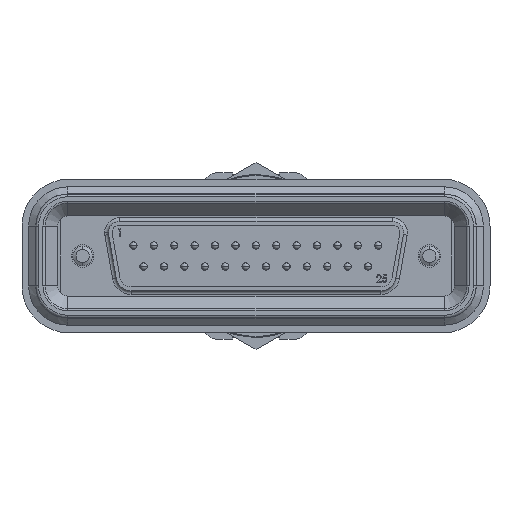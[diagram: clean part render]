
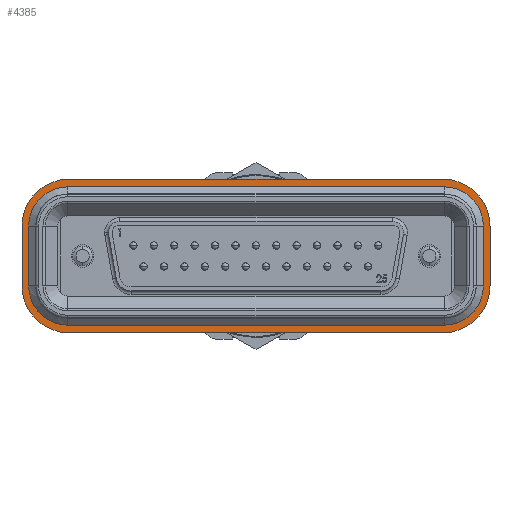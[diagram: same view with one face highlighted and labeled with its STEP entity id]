
A CAD part, front view. The second image highlights one B-rep face of the part: STEP entity #4385.
In plain terms, the highlighted planar face has unit normal (0, -1, 0).
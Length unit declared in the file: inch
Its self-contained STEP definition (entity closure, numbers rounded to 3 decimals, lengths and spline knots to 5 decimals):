
#4354 = EDGE_CURVE ( 'NONE', #4379, #4355, #20223, .T. ) ;
#4355 = VERTEX_POINT ( 'NONE', #20218 ) ;
#4356 = ORIENTED_EDGE ( 'NONE', *, *, #4357, .T. ) ;
#4357 = EDGE_CURVE ( 'NONE', #4355, #4358, #20216, .T. ) ;
#4358 = VERTEX_POINT ( 'NONE', #20278 ) ;
#4359 = ORIENTED_EDGE ( 'NONE', *, *, #4417, .T. ) ;
#4360 = VERTEX_POINT ( 'NONE', #20277 ) ;
#4361 = ORIENTED_EDGE ( 'NONE', *, *, #4362, .F. ) ;
#4362 = EDGE_CURVE ( 'NONE', #4363, #4389, #20276, .T. ) ;
#4363 = VERTEX_POINT ( 'NONE', #20270 ) ;
#4364 = ORIENTED_EDGE ( 'NONE', *, *, #4365, .F. ) ;
#4365 = EDGE_CURVE ( 'NONE', #4366, #4363, #20269, .T. ) ;
#4366 = VERTEX_POINT ( 'NONE', #20265 ) ;
#4367 = ORIENTED_EDGE ( 'NONE', *, *, #4368, .F. ) ;
#4368 = EDGE_CURVE ( 'NONE', #4369, #4366, #20264, .T. ) ;
#4369 = VERTEX_POINT ( 'NONE', #20259 ) ;
#4370 = ORIENTED_EDGE ( 'NONE', *, *, #4371, .F. ) ;
#4371 = EDGE_CURVE ( 'NONE', #4372, #4369, #20258, .T. ) ;
#4372 = VERTEX_POINT ( 'NONE', #20254 ) ;
#4373 = ORIENTED_EDGE ( 'NONE', *, *, #4374, .F. ) ;
#4374 = EDGE_CURVE ( 'NONE', #4375, #4372, #20253, .T. ) ;
#4375 = VERTEX_POINT ( 'NONE', #20248 ) ;
#4379 = VERTEX_POINT ( 'NONE', #20307 ) ;
#4381 = EDGE_CURVE ( 'NONE', #4382, #4379, #20306, .T. ) ;
#4382 = VERTEX_POINT ( 'NONE', #20302 ) ;
#4385 = ADVANCED_FACE ( 'NONE', ( #20296, #20295 ), #20294, .F. ) ;
#4386 = EDGE_LOOP ( 'NONE', ( #4387, #4361, #4364, #4367, #4370, #4373, #4431, #4434 ) ) ;
#4387 = ORIENTED_EDGE ( 'NONE', *, *, #4388, .F. ) ;
#4388 = EDGE_CURVE ( 'NONE', #4389, #4390, #20289, .T. ) ;
#4389 = VERTEX_POINT ( 'NONE', #20285 ) ;
#4390 = VERTEX_POINT ( 'NONE', #20284 ) ;
#4417 = EDGE_CURVE ( 'NONE', #4358, #4360, #20364, .T. ) ;
#4418 = ORIENTED_EDGE ( 'NONE', *, *, #4419, .F. ) ;
#4419 = EDGE_CURVE ( 'NONE', #4420, #4360, #20359, .T. ) ;
#4420 = VERTEX_POINT ( 'NONE', #20355 ) ;
#4421 = ORIENTED_EDGE ( 'NONE', *, *, #4422, .T. ) ;
#4422 = EDGE_CURVE ( 'NONE', #4420, #4423, #20354, .T. ) ;
#4423 = VERTEX_POINT ( 'NONE', #20349 ) ;
#4424 = ORIENTED_EDGE ( 'NONE', *, *, #4425, .F. ) ;
#4425 = EDGE_CURVE ( 'NONE', #4426, #4423, #20348, .T. ) ;
#4426 = VERTEX_POINT ( 'NONE', #20344 ) ;
#4427 = ORIENTED_EDGE ( 'NONE', *, *, #4428, .T. ) ;
#4428 = EDGE_CURVE ( 'NONE', #4426, #4382, #20405, .T. ) ;
#4431 = ORIENTED_EDGE ( 'NONE', *, *, #4432, .F. ) ;
#4432 = EDGE_CURVE ( 'NONE', #4433, #4375, #20395, .T. ) ;
#4433 = VERTEX_POINT ( 'NONE', #20391 ) ;
#4434 = ORIENTED_EDGE ( 'NONE', *, *, #4435, .F. ) ;
#4435 = EDGE_CURVE ( 'NONE', #4390, #4433, #20390, .T. ) ;
#4436 = EDGE_LOOP ( 'NONE', ( #4437, #4438, #4356, #4359, #4418, #4421, #4424, #4427 ) ) ;
#4437 = ORIENTED_EDGE ( 'NONE', *, *, #4381, .T. ) ;
#4438 = ORIENTED_EDGE ( 'NONE', *, *, #4354, .T. ) ;
#19186 = DIRECTION ( 'NONE',  ( 1., 0., 0. ) ) ;
#20214 = VECTOR ( 'NONE', #19186, 39.37008 ) ;
#20215 = CARTESIAN_POINT ( 'NONE',  ( -1.25, 0., -0.41 ) ) ;
#20216 = LINE ( 'NONE', #20215, #20214 ) ;
#20218 = CARTESIAN_POINT ( 'NONE',  ( -1., 0., -0.41 ) ) ;
#20219 = DIRECTION ( 'NONE',  ( 0., 0., 1. ) ) ;
#20220 = DIRECTION ( 'NONE',  ( 0., -1., 0. ) ) ;
#20221 = CARTESIAN_POINT ( 'NONE',  ( -1., 0., -0.16 ) ) ;
#20222 = AXIS2_PLACEMENT_3D ( 'NONE', #20221, #20220, #20219 ) ;
#20223 = CIRCLE ( 'NONE', #20222, 0.25 ) ;
#20248 = CARTESIAN_POINT ( 'NONE',  ( 1., 0., -0.37 ) ) ;
#20249 = DIRECTION ( 'NONE',  ( 0., 0., -1. ) ) ;
#20250 = DIRECTION ( 'NONE',  ( 0., -1., 0. ) ) ;
#20251 = CARTESIAN_POINT ( 'NONE',  ( 1., 0., -0.16 ) ) ;
#20252 = AXIS2_PLACEMENT_3D ( 'NONE', #20251, #20250, #20249 ) ;
#20253 = CIRCLE ( 'NONE', #20252, 0.21 ) ;
#20254 = CARTESIAN_POINT ( 'NONE',  ( 1.21, 0., -0.16 ) ) ;
#20255 = DIRECTION ( 'NONE',  ( 0., 0., 1. ) ) ;
#20256 = VECTOR ( 'NONE', #20255, 39.37008 ) ;
#20257 = CARTESIAN_POINT ( 'NONE',  ( 1.21, 0., -0.16 ) ) ;
#20258 = LINE ( 'NONE', #20257, #20256 ) ;
#20259 = CARTESIAN_POINT ( 'NONE',  ( 1.21, 0., 0.16 ) ) ;
#20260 = DIRECTION ( 'NONE',  ( 0., 0., -1. ) ) ;
#20261 = DIRECTION ( 'NONE',  ( 0., -1., 0. ) ) ;
#20262 = CARTESIAN_POINT ( 'NONE',  ( 1., 0., 0.16 ) ) ;
#20263 = AXIS2_PLACEMENT_3D ( 'NONE', #20262, #20261, #20260 ) ;
#20264 = CIRCLE ( 'NONE', #20263, 0.21 ) ;
#20265 = CARTESIAN_POINT ( 'NONE',  ( 1., 0., 0.37 ) ) ;
#20266 = DIRECTION ( 'NONE',  ( -1., 0., 0. ) ) ;
#20267 = VECTOR ( 'NONE', #20266, 39.37008 ) ;
#20268 = CARTESIAN_POINT ( 'NONE',  ( 1., 0., 0.37 ) ) ;
#20269 = LINE ( 'NONE', #20268, #20267 ) ;
#20270 = CARTESIAN_POINT ( 'NONE',  ( -1., 0., 0.37 ) ) ;
#20271 = DIRECTION ( 'NONE',  ( 0., 0., -1. ) ) ;
#20272 = DIRECTION ( 'NONE',  ( 0., -1., 0. ) ) ;
#20273 = CARTESIAN_POINT ( 'NONE',  ( -1., 0., 0.16 ) ) ;
#20274 = AXIS2_PLACEMENT_3D ( 'NONE', #20273, #20272, #20271 ) ;
#20276 = CIRCLE ( 'NONE', #20274, 0.21 ) ;
#20277 = CARTESIAN_POINT ( 'NONE',  ( 1.25, 0., -0.16 ) ) ;
#20278 = CARTESIAN_POINT ( 'NONE',  ( 1., 0., -0.41 ) ) ;
#20284 = CARTESIAN_POINT ( 'NONE',  ( -1.21, 0., -0.16 ) ) ;
#20285 = CARTESIAN_POINT ( 'NONE',  ( -1.21, 0., 0.16 ) ) ;
#20286 = DIRECTION ( 'NONE',  ( 0., 0., -1. ) ) ;
#20287 = VECTOR ( 'NONE', #20286, 39.37008 ) ;
#20288 = CARTESIAN_POINT ( 'NONE',  ( -1.21, 0., 0.16 ) ) ;
#20289 = LINE ( 'NONE', #20288, #20287 ) ;
#20290 = DIRECTION ( 'NONE',  ( 0., 0., 1. ) ) ;
#20291 = DIRECTION ( 'NONE',  ( 0., 1., 0. ) ) ;
#20292 = CARTESIAN_POINT ( 'NONE',  ( -1.25, 0., 0.41 ) ) ;
#20293 = AXIS2_PLACEMENT_3D ( 'NONE', #20292, #20291, #20290 ) ;
#20294 = PLANE ( 'NONE',  #20293 ) ;
#20295 = FACE_OUTER_BOUND ( 'NONE', #4436, .T. ) ;
#20296 = FACE_BOUND ( 'NONE', #4386, .T. ) ;
#20302 = CARTESIAN_POINT ( 'NONE',  ( -1.25, 0., 0.16 ) ) ;
#20303 = DIRECTION ( 'NONE',  ( 0., 0., -1. ) ) ;
#20304 = VECTOR ( 'NONE', #20303, 39.37008 ) ;
#20305 = CARTESIAN_POINT ( 'NONE',  ( -1.25, 0., 0.41 ) ) ;
#20306 = LINE ( 'NONE', #20305, #20304 ) ;
#20307 = CARTESIAN_POINT ( 'NONE',  ( -1.25, 0., -0.16 ) ) ;
#20344 = CARTESIAN_POINT ( 'NONE',  ( -1., 0., 0.41 ) ) ;
#20345 = DIRECTION ( 'NONE',  ( 1., 0., 0. ) ) ;
#20346 = VECTOR ( 'NONE', #20345, 39.37008 ) ;
#20347 = CARTESIAN_POINT ( 'NONE',  ( -1.25, 0., 0.41 ) ) ;
#20348 = LINE ( 'NONE', #20347, #20346 ) ;
#20349 = CARTESIAN_POINT ( 'NONE',  ( 1., 0., 0.41 ) ) ;
#20350 = DIRECTION ( 'NONE',  ( 0., 0., 1. ) ) ;
#20351 = DIRECTION ( 'NONE',  ( 0., -1., 0. ) ) ;
#20352 = CARTESIAN_POINT ( 'NONE',  ( 1., 0., 0.16 ) ) ;
#20353 = AXIS2_PLACEMENT_3D ( 'NONE', #20352, #20351, #20350 ) ;
#20354 = CIRCLE ( 'NONE', #20353, 0.25 ) ;
#20355 = CARTESIAN_POINT ( 'NONE',  ( 1.25, 0., 0.16 ) ) ;
#20356 = DIRECTION ( 'NONE',  ( 0., 0., -1. ) ) ;
#20357 = VECTOR ( 'NONE', #20356, 39.37008 ) ;
#20358 = CARTESIAN_POINT ( 'NONE',  ( 1.25, 0., 0.41 ) ) ;
#20359 = LINE ( 'NONE', #20358, #20357 ) ;
#20360 = DIRECTION ( 'NONE',  ( 0., 0., 1. ) ) ;
#20361 = DIRECTION ( 'NONE',  ( 0., -1., 0. ) ) ;
#20362 = CARTESIAN_POINT ( 'NONE',  ( 1., 0., -0.16 ) ) ;
#20363 = AXIS2_PLACEMENT_3D ( 'NONE', #20362, #20361, #20360 ) ;
#20364 = CIRCLE ( 'NONE', #20363, 0.25 ) ;
#20386 = DIRECTION ( 'NONE',  ( 0., 0., -1. ) ) ;
#20387 = DIRECTION ( 'NONE',  ( 0., -1., 0. ) ) ;
#20388 = CARTESIAN_POINT ( 'NONE',  ( -1., 0., -0.16 ) ) ;
#20389 = AXIS2_PLACEMENT_3D ( 'NONE', #20388, #20387, #20386 ) ;
#20390 = CIRCLE ( 'NONE', #20389, 0.21 ) ;
#20391 = CARTESIAN_POINT ( 'NONE',  ( -1., 0., -0.37 ) ) ;
#20392 = DIRECTION ( 'NONE',  ( 1., 0., 0. ) ) ;
#20393 = VECTOR ( 'NONE', #20392, 39.37008 ) ;
#20394 = CARTESIAN_POINT ( 'NONE',  ( -1., 0., -0.37 ) ) ;
#20395 = LINE ( 'NONE', #20394, #20393 ) ;
#20401 = DIRECTION ( 'NONE',  ( 0., 0., 1. ) ) ;
#20402 = DIRECTION ( 'NONE',  ( 0., -1., 0. ) ) ;
#20403 = CARTESIAN_POINT ( 'NONE',  ( -1., 0., 0.16 ) ) ;
#20404 = AXIS2_PLACEMENT_3D ( 'NONE', #20403, #20402, #20401 ) ;
#20405 = CIRCLE ( 'NONE', #20404, 0.25 ) ;
